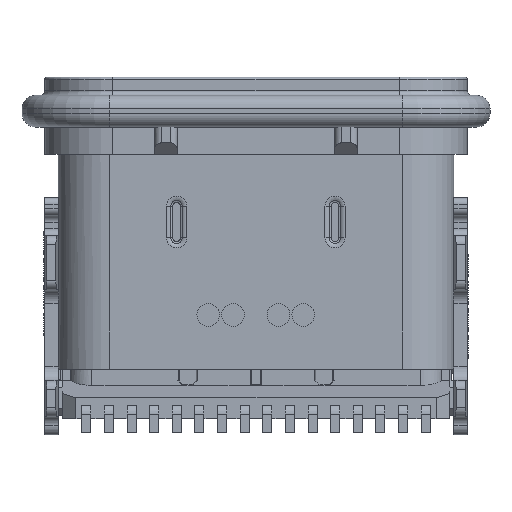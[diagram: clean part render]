
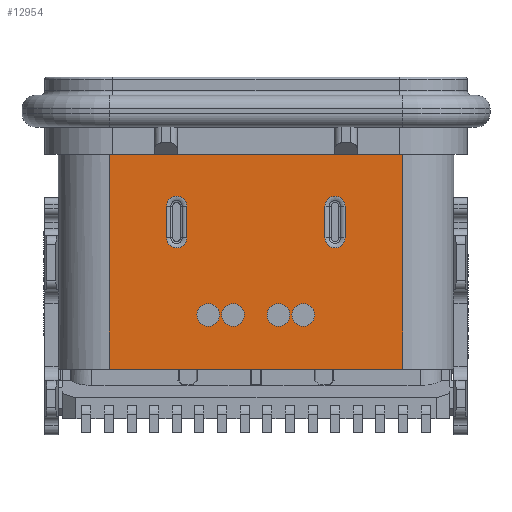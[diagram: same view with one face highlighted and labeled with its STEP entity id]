
A CAD part, front view. The second image highlights one B-rep face of the part: STEP entity #12954.
In plain terms, the highlighted planar face has unit normal (0, -1, 0).
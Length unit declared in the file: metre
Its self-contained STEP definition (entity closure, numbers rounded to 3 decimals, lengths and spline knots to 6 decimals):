
#153=CIRCLE('',#14282,0.000223);
#300=CIRCLE('',#14521,0.00025);
#407=CIRCLE('',#14732,0.00025);
#474=CIRCLE('',#14867,0.000223);
#568=CIRCLE('',#15130,0.00025);
#607=CIRCLE('',#15301,0.000223);
#617=CIRCLE('',#15354,0.00025);
#619=CIRCLE('',#15357,0.000223);
#4388=ORIENTED_EDGE('',*,*,#4698,.T.);
#4389=ORIENTED_EDGE('',*,*,#5010,.F.);
#4390=ORIENTED_EDGE('',*,*,#6319,.T.);
#4391=ORIENTED_EDGE('',*,*,#6063,.F.);
#4392=ORIENTED_EDGE('',*,*,#5703,.T.);
#4393=ORIENTED_EDGE('',*,*,#6382,.F.);
#4394=ORIENTED_EDGE('',*,*,#6356,.T.);
#4395=ORIENTED_EDGE('',*,*,#4705,.F.);
#4396=ORIENTED_EDGE('',*,*,#6354,.T.);
#4397=ORIENTED_EDGE('',*,*,#5511,.T.);
#4398=ORIENTED_EDGE('',*,*,#6139,.T.);
#4399=ORIENTED_EDGE('',*,*,#5132,.T.);
#4400=ORIENTED_EDGE('',*,*,#5892,.F.);
#4401=ORIENTED_EDGE('',*,*,#6309,.F.);
#4402=ORIENTED_EDGE('',*,*,#6241,.F.);
#4403=ORIENTED_EDGE('',*,*,#5097,.T.);
#4698=EDGE_CURVE('',#6538,#6539,#153,.T.);
#4705=EDGE_CURVE('',#6545,#6543,#7704,.T.);
#5010=EDGE_CURVE('',#6815,#6539,#7910,.T.);
#5097=EDGE_CURVE('',#6891,#6890,#7967,.T.);
#5132=EDGE_CURVE('',#6924,#6924,#300,.T.);
#5511=EDGE_CURVE('',#7206,#7206,#407,.T.);
#5703=EDGE_CURVE('',#6545,#7325,#474,.T.);
#5892=EDGE_CURVE('',#7423,#6890,#8518,.T.);
#6063=EDGE_CURVE('',#6538,#7499,#8655,.T.);
#6139=EDGE_CURVE('',#7530,#7530,#568,.T.);
#6241=EDGE_CURVE('',#6891,#7562,#8788,.T.);
#6309=EDGE_CURVE('',#7562,#7423,#8834,.T.);
#6319=EDGE_CURVE('',#6815,#7499,#607,.T.);
#6354=EDGE_CURVE('',#7581,#7581,#617,.T.);
#6356=EDGE_CURVE('',#7582,#6543,#619,.T.);
#6382=EDGE_CURVE('',#7582,#7325,#8879,.T.);
#6538=VERTEX_POINT('',#19542);
#6539=VERTEX_POINT('',#19543);
#6543=VERTEX_POINT('',#19552);
#6545=VERTEX_POINT('',#19556);
#6815=VERTEX_POINT('',#20199);
#6890=VERTEX_POINT('',#20380);
#6891=VERTEX_POINT('',#20382);
#6924=VERTEX_POINT('',#20454);
#7206=VERTEX_POINT('',#21223);
#7325=VERTEX_POINT('',#21606);
#7423=VERTEX_POINT('',#21970);
#7499=VERTEX_POINT('',#22279);
#7530=VERTEX_POINT('',#22416);
#7562=VERTEX_POINT('',#22632);
#7581=VERTEX_POINT('',#22876);
#7582=VERTEX_POINT('',#22879);
#7704=LINE('',#19557,#8999);
#7910=LINE('',#20200,#9205);
#7967=LINE('',#20381,#9262);
#8518=LINE('',#21971,#9813);
#8655=LINE('',#22280,#9950);
#8788=LINE('',#22631,#10083);
#8834=LINE('',#22763,#10129);
#8879=LINE('',#22939,#10174);
#8999=VECTOR('',#15707,1.);
#9205=VECTOR('',#16247,1.);
#9262=VECTOR('',#16402,1.);
#9813=VECTOR('',#17929,1.);
#9950=VECTOR('',#18258,1.);
#10083=VECTOR('',#18667,1.);
#10129=VECTOR('',#18851,1.);
#10174=VECTOR('',#19094,1.);
#10889=EDGE_LOOP('',(#4388,#4389,#4390,#4391));
#10890=EDGE_LOOP('',(#4392,#4393,#4394,#4395));
#10891=EDGE_LOOP('',(#4396));
#10892=EDGE_LOOP('',(#4397));
#10893=EDGE_LOOP('',(#4398));
#10894=EDGE_LOOP('',(#4399));
#10895=EDGE_LOOP('',(#4400,#4401,#4402,#4403));
#11636=FACE_BOUND('',#10889,.T.);
#11637=FACE_BOUND('',#10890,.T.);
#11638=FACE_BOUND('',#10891,.T.);
#11639=FACE_BOUND('',#10892,.T.);
#11640=FACE_BOUND('',#10893,.T.);
#11641=FACE_BOUND('',#10894,.T.);
#11642=FACE_BOUND('',#10895,.T.);
#12070=PLANE('',#15421);
#12954=ADVANCED_FACE('',(#11636,#11637,#11638,#11639,#11640,#11641,#11642),
#12070,.T.);
#14282=AXIS2_PLACEMENT_3D('',#19541,#15692,#15693);
#14521=AXIS2_PLACEMENT_3D('',#20453,#16457,#16458);
#14732=AXIS2_PLACEMENT_3D('',#21222,#17149,#17150);
#14867=AXIS2_PLACEMENT_3D('',#21605,#17542,#17543);
#15130=AXIS2_PLACEMENT_3D('',#22415,#18404,#18405);
#15301=AXIS2_PLACEMENT_3D('',#22781,#18871,#18872);
#15354=AXIS2_PLACEMENT_3D('',#22875,#18995,#18996);
#15357=AXIS2_PLACEMENT_3D('',#22880,#19001,#19002);
#15421=AXIS2_PLACEMENT_3D('',#22972,#19151,#19152);
#15692=DIRECTION('',(0.,1.,0.));
#15693=DIRECTION('',(0.,0.,1.));
#15707=DIRECTION('',(0.,0.,1.));
#16247=DIRECTION('',(0.,0.,1.));
#16402=DIRECTION('',(1.,0.,0.));
#16457=DIRECTION('',(0.,1.,0.));
#16458=DIRECTION('',(0.,0.,1.));
#17149=DIRECTION('',(0.,1.,0.));
#17150=DIRECTION('',(0.,0.,1.));
#17542=DIRECTION('',(0.,1.,0.));
#17543=DIRECTION('',(0.,0.,-1.));
#17929=DIRECTION('',(0.,0.,-1.));
#18258=DIRECTION('',(0.,0.,-1.));
#18404=DIRECTION('',(0.,1.,0.));
#18405=DIRECTION('',(0.,0.,1.));
#18667=DIRECTION('',(0.,0.,1.));
#18851=DIRECTION('',(1.,0.,0.));
#18871=DIRECTION('',(0.,1.,0.));
#18872=DIRECTION('',(1.,0.,0.));
#18995=DIRECTION('',(0.,1.,0.));
#18996=DIRECTION('',(0.,0.,1.));
#19001=DIRECTION('',(0.,1.,0.));
#19002=DIRECTION('',(-1.,0.,0.));
#19094=DIRECTION('',(0.,0.,-1.));
#19151=DIRECTION('',(0.,-1.,0.));
#19152=DIRECTION('',(0.,0.,-1.));
#19541=CARTESIAN_POINT('',(-0.001755,-0.00128,0.0011));
#19542=CARTESIAN_POINT('',(-0.001978,-0.00128,0.0011));
#19543=CARTESIAN_POINT('',(-0.001532,-0.00128,0.0011));
#19552=CARTESIAN_POINT('',(0.001968,-0.00128,0.0011));
#19556=CARTESIAN_POINT('',(0.001968,-0.00128,0.0004));
#19557=CARTESIAN_POINT('',(0.001968,-0.00128,0.0004));
#20199=CARTESIAN_POINT('',(-0.001532,-0.00128,0.0004));
#20200=CARTESIAN_POINT('',(-0.001532,-0.00128,0.0004));
#20380=CARTESIAN_POINT('',(0.00324,-0.00128,-0.0025));
#20381=CARTESIAN_POINT('',(-0.00324,-0.00128,-0.0025));
#20382=CARTESIAN_POINT('',(-0.00324,-0.00128,-0.0025));
#20453=CARTESIAN_POINT('',(0.000495,-0.00128,-0.0013));
#20454=CARTESIAN_POINT('',(0.000495,-0.00128,-0.00105));
#21222=CARTESIAN_POINT('',(-0.000505,-0.00128,-0.0013));
#21223=CARTESIAN_POINT('',(-0.000505,-0.00128,-0.00105));
#21605=CARTESIAN_POINT('',(0.001745,-0.00128,0.0004));
#21606=CARTESIAN_POINT('',(0.001522,-0.00128,0.0004));
#21970=CARTESIAN_POINT('',(0.00324,-0.00128,0.00225));
#21971=CARTESIAN_POINT('',(0.00324,-0.00128,0.00225));
#22279=CARTESIAN_POINT('',(-0.001978,-0.00128,0.0004));
#22280=CARTESIAN_POINT('',(-0.001978,-0.00128,0.0011));
#22415=CARTESIAN_POINT('',(0.001045,-0.00128,-0.0013));
#22416=CARTESIAN_POINT('',(0.001045,-0.00128,-0.00105));
#22631=CARTESIAN_POINT('',(-0.00324,-0.00128,-0.0025));
#22632=CARTESIAN_POINT('',(-0.00324,-0.00128,0.00225));
#22763=CARTESIAN_POINT('',(-0.00324,-0.00128,0.00225));
#22781=CARTESIAN_POINT('',(-0.001755,-0.00128,0.0004));
#22875=CARTESIAN_POINT('',(-0.001055,-0.00128,-0.0013));
#22876=CARTESIAN_POINT('',(-0.001055,-0.00128,-0.00105));
#22879=CARTESIAN_POINT('',(0.001522,-0.00128,0.0011));
#22880=CARTESIAN_POINT('',(0.001745,-0.00128,0.0011));
#22939=CARTESIAN_POINT('',(0.001522,-0.00128,0.0011));
#22972=CARTESIAN_POINT('',(0.00717,-0.00128,0.0027));
